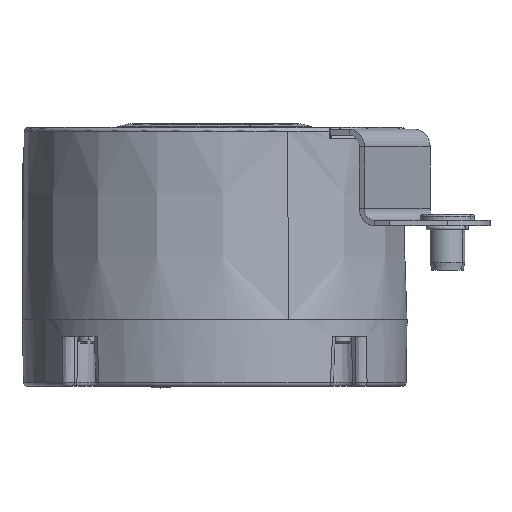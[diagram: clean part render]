
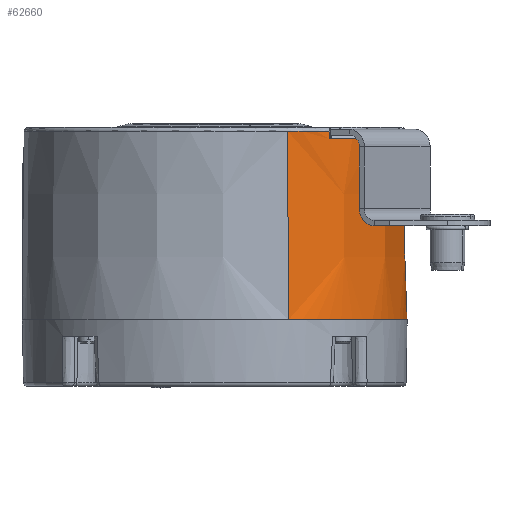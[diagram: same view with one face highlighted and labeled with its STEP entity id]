
A CAD part, front view. The second image highlights one B-rep face of the part: STEP entity #62660.
In plain terms, the highlighted conical face has half-angle 0.5 degrees and reference radius 49.531 mm.
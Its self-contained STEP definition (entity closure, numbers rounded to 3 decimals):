
#24359=CARTESIAN_POINT('',(29.62,-39.454,
-40.591));
#24468=CARTESIAN_POINT('',(29.542,-39.491,
-38.591));
#24535=CARTESIAN_POINT('',(0.,0.,-87.4));
#24536=DIRECTION('',(0.,0.,-1.));
#24537=DIRECTION('',(-0.383,0.924,0.));
#24538=AXIS2_PLACEMENT_3D('',#24535,#24536,#24537);
#24540=CARTESIAN_POINT('',(-15.09,47.4,-87.4));
#24541=CARTESIAN_POINT('',(-15.056,47.4,-86.239));
#24542=CARTESIAN_POINT('',(-14.989,47.4,-83.929));
#24543=CARTESIAN_POINT('',(-14.89,47.4,-80.495));
#24544=CARTESIAN_POINT('',(-14.824,47.4,-78.228));
#24545=CARTESIAN_POINT('',(-14.791,47.4,-77.1));
#24547=CARTESIAN_POINT('',(0.,0.,-77.1));
#24548=DIRECTION('',(0.,0.,-1.));
#24549=DIRECTION('',(-0.298,0.955,0.));
#24550=AXIS2_PLACEMENT_3D('',#24547,#24548,#24549);
#24552=CARTESIAN_POINT('',(14.791,47.4,-77.1));
#24553=CARTESIAN_POINT('',(14.824,47.4,-78.228));
#24554=CARTESIAN_POINT('',(14.89,47.4,-80.495));
#24555=CARTESIAN_POINT('',(14.989,47.4,-83.929));
#24556=CARTESIAN_POINT('',(15.056,47.4,-86.239));
#24557=CARTESIAN_POINT('',(15.09,47.4,-87.4));
#24559=CARTESIAN_POINT('',(0.,0.,-87.4));
#24560=DIRECTION('',(0.,0.,-1.));
#24561=DIRECTION('',(0.303,0.953,0.));
#24562=AXIS2_PLACEMENT_3D('',#24559,#24560,#24561);
#24564=DIRECTION('',(0.003,-0.008,-1.));
#24565=VECTOR('',#24564,48.811);
#24566=CARTESIAN_POINT('',(18.873,-45.564,
-38.591));
#24567=LINE('',#24566,#24565);
#24568=CARTESIAN_POINT('',(0.,0.,-38.591));
#24569=DIRECTION('',(0.,0.,1.));
#24570=DIRECTION('',(0.383,-0.924,0.));
#24571=AXIS2_PLACEMENT_3D('',#24568,#24569,#24570);
#24573=CARTESIAN_POINT('',(29.542,-39.491,
-38.591));
#24574=CARTESIAN_POINT('',(29.55,-39.487,
-38.813));
#24575=CARTESIAN_POINT('',(29.568,-39.479,
-39.258));
#24576=CARTESIAN_POINT('',(29.594,-39.466,
-39.924));
#24577=CARTESIAN_POINT('',(29.612,-39.458,
-40.369));
#24578=CARTESIAN_POINT('',(29.62,-39.454,
-40.591));
#24580=CARTESIAN_POINT('',(0.,0.,-40.591));
#24581=DIRECTION('',(0.,0.,1.));
#24582=DIRECTION('',(0.6,-0.8,0.));
#24583=AXIS2_PLACEMENT_3D('',#24580,#24581,#24582);
#24585=CARTESIAN_POINT('',(48.978,-5.925,
-40.591));
#24586=CARTESIAN_POINT('',(48.978,-5.915,
-40.369));
#24587=CARTESIAN_POINT('',(48.976,-5.896,
-39.924));
#24588=CARTESIAN_POINT('',(48.974,-5.867,
-39.258));
#24589=CARTESIAN_POINT('',(48.972,-5.848,
-38.813));
#24590=CARTESIAN_POINT('',(48.971,-5.838,
-38.591));
#24592=CARTESIAN_POINT('',(0.,0.,-38.591));
#24593=DIRECTION('',(0.,0.,1.));
#24594=DIRECTION('',(0.993,-0.118,0.));
#24595=AXIS2_PLACEMENT_3D('',#24592,#24593,#24594);
#24597=DIRECTION('',(-0.003,0.008,-1.));
#24598=VECTOR('',#24597,48.811);
#24599=CARTESIAN_POINT('',(-18.873,45.564,
-38.591));
#24600=LINE('',#24599,#24598);
#24614=CARTESIAN_POINT('',(48.978,-5.925,
-40.591));
#24982=CARTESIAN_POINT('',(48.971,-5.838,
-38.591));
#47780=CARTESIAN_POINT('',(-18.873,45.564,
-38.591));
#47781=CARTESIAN_POINT('',(18.873,-45.564,
-38.591));
#47782=VERTEX_POINT('',#47780);
#47783=VERTEX_POINT('',#47781);
#47785=VERTEX_POINT('',#24359);
#47811=VERTEX_POINT('',#24614);
#47813=VERTEX_POINT('',#24468);
#47839=VERTEX_POINT('',#24982);
#48422=CARTESIAN_POINT('',(-14.791,47.4,-77.1));
#48423=CARTESIAN_POINT('',(14.791,47.4,-77.1));
#48424=VERTEX_POINT('',#48422);
#48425=VERTEX_POINT('',#48423);
#49878=CARTESIAN_POINT('',(19.036,-45.957,
-87.4));
#49879=CARTESIAN_POINT('',(-19.036,45.957,
-87.4));
#49880=VERTEX_POINT('',#49878);
#49881=VERTEX_POINT('',#49879);
#49882=CARTESIAN_POINT('',(-15.09,47.4,-87.4));
#49883=VERTEX_POINT('',#49882);
#49884=CARTESIAN_POINT('',(15.09,47.4,-87.4));
#49885=VERTEX_POINT('',#49884);
#62636=CARTESIAN_POINT('',(0.,0.,-62.996));
#62637=DIRECTION('',(0.,0.,-1.));
#62638=DIRECTION('',(0.383,-0.924,0.));
#62639=AXIS2_PLACEMENT_3D('',#62636,#62637,#62638);
#62640=CONICAL_SURFACE('',#62639,49.531,0.5);
#62641=ORIENTED_EDGE('',*,*,#53455,.T.);
#62643=ORIENTED_EDGE('',*,*,#62642,.T.);
#62645=ORIENTED_EDGE('',*,*,#62644,.T.);
#62647=ORIENTED_EDGE('',*,*,#62646,.T.);
#62648=ORIENTED_EDGE('',*,*,#53451,.T.);
#62649=ORIENTED_EDGE('',*,*,#53409,.F.);
#62650=ORIENTED_EDGE('',*,*,#62625,.T.);
#62651=ORIENTED_EDGE('',*,*,#62566,.T.);
#62653=ORIENTED_EDGE('',*,*,#62652,.T.);
#62655=ORIENTED_EDGE('',*,*,#62654,.T.);
#62656=ORIENTED_EDGE('',*,*,#62628,.T.);
#62657=ORIENTED_EDGE('',*,*,#53405,.T.);
#62658=EDGE_LOOP('',(#62641,#62643,#62645,#62647,#62648,#62649,#62650,#62651,
#62653,#62655,#62656,#62657));
#62659=FACE_OUTER_BOUND('',#62658,.F.);
#24539=CIRCLE('',#24538,49.744);
#24546=B_SPLINE_CURVE_WITH_KNOTS('',3,(#24540,#24541,#24542,#24543,#24544,
#24545),.UNSPECIFIED.,.F.,.F.,(4,1,1,4),(0.,0.333,
0.667,1.),.UNSPECIFIED.);
#24551=CIRCLE('',#24550,49.654);
#24558=B_SPLINE_CURVE_WITH_KNOTS('',3,(#24552,#24553,#24554,#24555,#24556,
#24557),.UNSPECIFIED.,.F.,.F.,(4,1,1,4),(0.,0.333,
0.667,1.),.UNSPECIFIED.);
#24563=CIRCLE('',#24562,49.744);
#24572=CIRCLE('',#24571,49.318);
#24579=B_SPLINE_CURVE_WITH_KNOTS('',3,(#24573,#24574,#24575,#24576,#24577,
#24578),.UNSPECIFIED.,.F.,.F.,(4,1,1,4),(0.,0.333,
0.667,1.),.UNSPECIFIED.);
#24584=CIRCLE('',#24583,49.335);
#24591=B_SPLINE_CURVE_WITH_KNOTS('',3,(#24585,#24586,#24587,#24588,#24589,
#24590),.UNSPECIFIED.,.F.,.F.,(4,1,1,4),(0.,0.333,
0.667,1.),.UNSPECIFIED.);
#24596=CIRCLE('',#24595,49.318);
#53405=EDGE_CURVE('',#47782,#49881,#24600,.T.);
#53409=EDGE_CURVE('',#47783,#49880,#24567,.T.);
#53451=EDGE_CURVE('',#49885,#49880,#24563,.T.);
#53455=EDGE_CURVE('',#49881,#49883,#24539,.T.);
#62566=EDGE_CURVE('',#47813,#47785,#24579,.T.);
#62625=EDGE_CURVE('',#47783,#47813,#24572,.T.);
#62628=EDGE_CURVE('',#47839,#47782,#24596,.T.);
#62642=EDGE_CURVE('',#49883,#48424,#24546,.T.);
#62644=EDGE_CURVE('',#48424,#48425,#24551,.T.);
#62646=EDGE_CURVE('',#48425,#49885,#24558,.T.);
#62652=EDGE_CURVE('',#47785,#47811,#24584,.T.);
#62654=EDGE_CURVE('',#47811,#47839,#24591,.T.);
#62660=ADVANCED_FACE('',(#62659),#62640,.T.);
